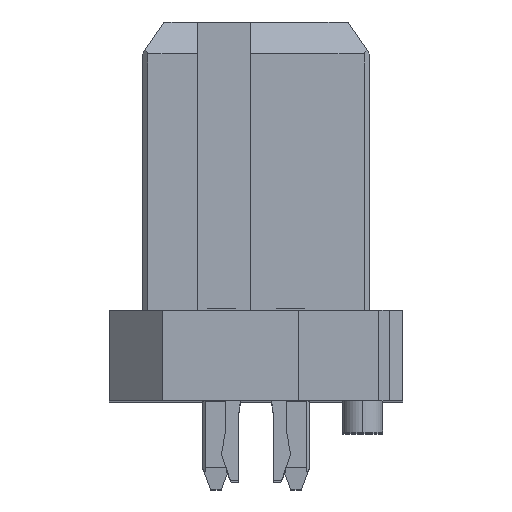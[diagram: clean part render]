
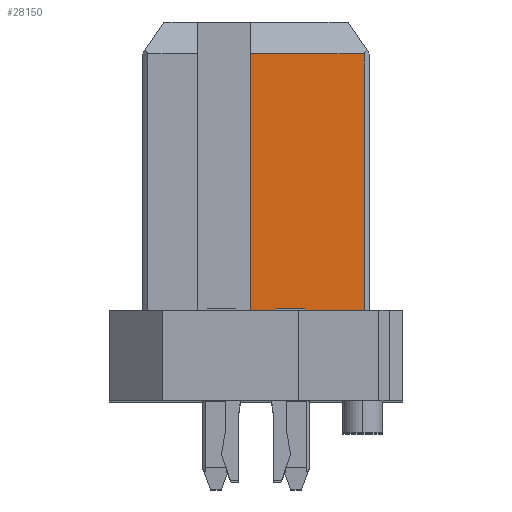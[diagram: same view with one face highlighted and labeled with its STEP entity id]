
A CAD part, top view. The second image highlights one B-rep face of the part: STEP entity #28150.
In plain terms, the highlighted planar face has unit normal (0, 0, 1).
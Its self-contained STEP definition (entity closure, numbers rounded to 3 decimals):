
#7340=CARTESIAN_POINT('',(-1.973,16.681,-27.698));
#7350=VERTEX_POINT('',#7340);
#7400=CARTESIAN_POINT('',(-1.973,23.781,-27.698));
#7410=DIRECTION('',(0.,1.,0.));
#7420=VECTOR('',#7410,1.);
#7430=LINE('',#7400,#7420);
#7440=CARTESIAN_POINT('',(-1.973,26.281,-27.698));
#7450=VERTEX_POINT('',#7440);
#7460=EDGE_CURVE('',#7350,#7450,#7430,.T.);
#27850=CARTESIAN_POINT('',(-9.623,16.681,-27.698));
#27860=DIRECTION('',(0.,0.,1.));
#27870=DIRECTION('',(-1.,0.,0.));
#27880=AXIS2_PLACEMENT_3D('',#27850,#27860,#27870);
#27890=PLANE('',#27880);
#27900=ORIENTED_EDGE('',*,*,#7460,.T.);
#27910=CARTESIAN_POINT('',(-7.123,16.681,-27.698));
#27920=DIRECTION('',(-1.,0.,0.));
#27930=VECTOR('',#27920,1.);
#27940=LINE('',#27910,#27930);
#27950=CARTESIAN_POINT('',(-6.223,16.681,-27.698));
#27960=VERTEX_POINT('',#27950);
#27970=EDGE_CURVE('',#7350,#27960,#27940,.T.);
#27980=ORIENTED_EDGE('',*,*,#27970,.F.);
#27990=CARTESIAN_POINT('',(-6.223,23.781,-27.698));
#28000=DIRECTION('',(0.,-1.,0.));
#28010=VECTOR('',#28000,1.);
#28020=LINE('',#27990,#28010);
#28030=CARTESIAN_POINT('',(-6.223,26.281,-27.698));
#28040=VERTEX_POINT('',#28030);
#28050=EDGE_CURVE('',#28040,#27960,#28020,.T.);
#28060=ORIENTED_EDGE('',*,*,#28050,.T.);
#28070=CARTESIAN_POINT('',(-7.123,26.281,-27.698));
#28080=DIRECTION('',(-1.,0.,0.));
#28090=VECTOR('',#28080,1.);
#28100=LINE('',#28070,#28090);
#28110=EDGE_CURVE('',#7450,#28040,#28100,.T.);
#28120=ORIENTED_EDGE('',*,*,#28110,.T.);
#28130=EDGE_LOOP('',(#28120,#28060,#27980,#27900));
#28140=FACE_OUTER_BOUND('',#28130,.T.);
#28150=ADVANCED_FACE('',(#28140),#27890,.T.);
